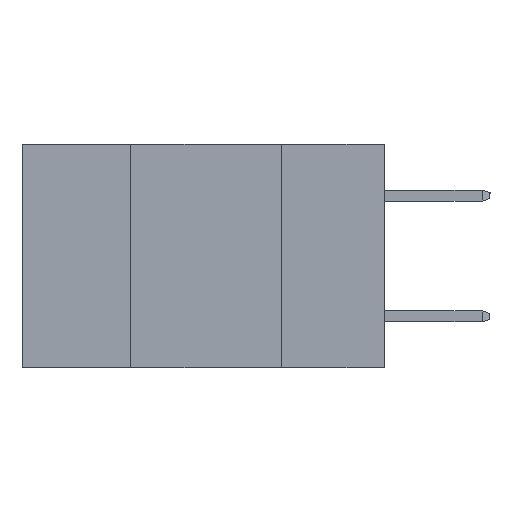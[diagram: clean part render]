
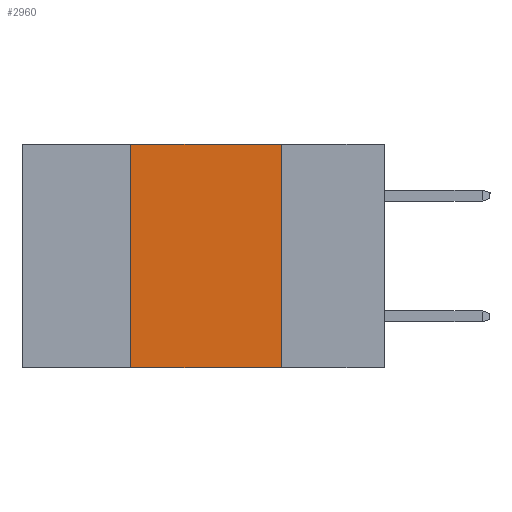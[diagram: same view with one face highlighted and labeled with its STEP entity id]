
A CAD part, left-side view. The second image highlights one B-rep face of the part: STEP entity #2960.
In plain terms, the highlighted planar face has unit normal (-1, 0, 0).
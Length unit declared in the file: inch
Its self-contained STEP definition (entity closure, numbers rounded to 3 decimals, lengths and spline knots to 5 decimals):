
#670 = VERTEX_POINT ( 'NONE', #4248 ) ;
#1856 = EDGE_LOOP ( 'NONE', ( #10952, #11611, #4318, #2422 ) ) ;
#2025 = LINE ( 'NONE', #5111, #9340 ) ;
#2028 = LINE ( 'NONE', #11698, #3809 ) ;
#2148 = DIRECTION ( 'NONE',  ( 0., -1., 0. ) ) ;
#2183 = EDGE_CURVE ( 'NONE', #670, #11554, #2028, .T. ) ;
#2422 = ORIENTED_EDGE ( 'NONE', *, *, #6682, .T. ) ;
#2689 = CARTESIAN_POINT ( 'NONE',  ( 0., 0.6, 0. ) ) ;
#2960 = ADVANCED_FACE ( 'NONE', ( #6645 ), #12300, .F. ) ;
#3809 = VECTOR ( 'NONE', #7907, 39.37008 ) ;
#4248 = CARTESIAN_POINT ( 'NONE',  ( 0., 0.42, -0.37 ) ) ;
#4318 = ORIENTED_EDGE ( 'NONE', *, *, #2183, .F. ) ;
#5036 = AXIS2_PLACEMENT_3D ( 'NONE', #2689, #9395, #8562 ) ;
#5111 = CARTESIAN_POINT ( 'NONE',  ( 0., 0.6, -0.37 ) ) ;
#5153 = CARTESIAN_POINT ( 'NONE',  ( 0., 0.42, 0. ) ) ;
#5322 = VECTOR ( 'NONE', #2148, 39.37008 ) ;
#5689 = DIRECTION ( 'NONE',  ( 0., 0., -1. ) ) ;
#6126 = EDGE_CURVE ( 'NONE', #12376, #11605, #6625, .T. ) ;
#6625 = LINE ( 'NONE', #10509, #7494 ) ;
#6645 = FACE_OUTER_BOUND ( 'NONE', #1856, .T. ) ;
#6682 = EDGE_CURVE ( 'NONE', #670, #11605, #2025, .T. ) ;
#7494 = VECTOR ( 'NONE', #5689, 39.37008 ) ;
#7907 = DIRECTION ( 'NONE',  ( 0., 0., 1. ) ) ;
#7988 = EDGE_CURVE ( 'NONE', #11554, #12376, #8970, .T. ) ;
#8562 = DIRECTION ( 'NONE',  ( 0., 0., -1. ) ) ;
#8970 = LINE ( 'NONE', #9800, #5322 ) ;
#9340 = VECTOR ( 'NONE', #10815, 39.37008 ) ;
#9395 = DIRECTION ( 'NONE',  ( 1., 0., 0. ) ) ;
#9463 = CARTESIAN_POINT ( 'NONE',  ( 0., 0.17, 0. ) ) ;
#9800 = CARTESIAN_POINT ( 'NONE',  ( 0., 0.6, 0. ) ) ;
#10509 = CARTESIAN_POINT ( 'NONE',  ( 0., 0.17, -0.37 ) ) ;
#10815 = DIRECTION ( 'NONE',  ( 0., -1., 0. ) ) ;
#10952 = ORIENTED_EDGE ( 'NONE', *, *, #6126, .F. ) ;
#11554 = VERTEX_POINT ( 'NONE', #5153 ) ;
#11605 = VERTEX_POINT ( 'NONE', #11731 ) ;
#11611 = ORIENTED_EDGE ( 'NONE', *, *, #7988, .F. ) ;
#11698 = CARTESIAN_POINT ( 'NONE',  ( 0., 0.42, -0.37 ) ) ;
#11731 = CARTESIAN_POINT ( 'NONE',  ( 0., 0.17, -0.37 ) ) ;
#12300 = PLANE ( 'NONE',  #5036 ) ;
#12376 = VERTEX_POINT ( 'NONE', #9463 ) ;
